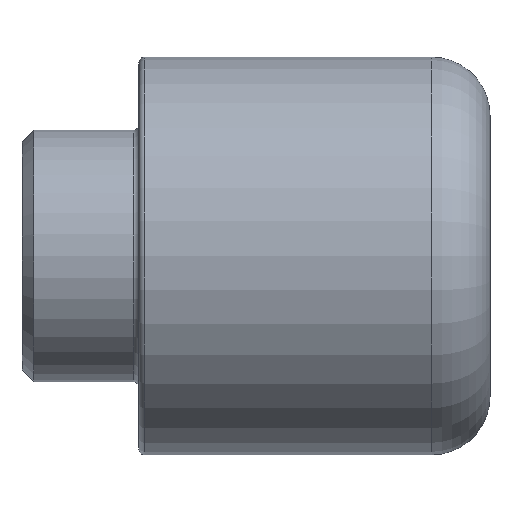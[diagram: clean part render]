
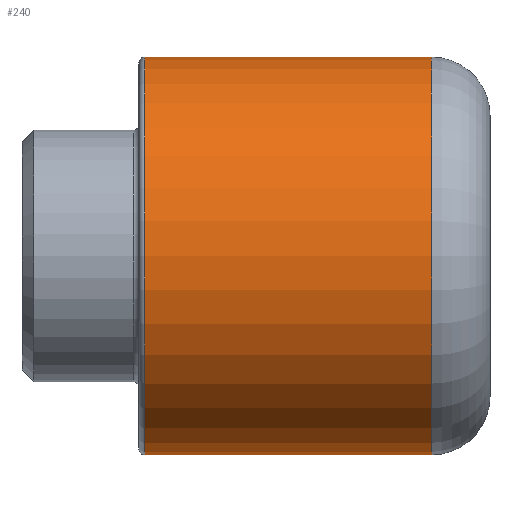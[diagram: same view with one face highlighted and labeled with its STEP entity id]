
A CAD part, top view. The second image highlights one B-rep face of the part: STEP entity #240.
In plain terms, the highlighted cylindrical face has radius 17 mm (diameter 34 mm), a full revolution.
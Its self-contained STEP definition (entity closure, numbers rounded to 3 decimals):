
#22=CYLINDRICAL_SURFACE('',#291,17.);
#44=FACE_OUTER_BOUND('',#64,.T.);
#64=EDGE_LOOP('',(#211,#212,#213,#214));
#74=LINE('',#450,#82);
#82=VECTOR('',#376,17.);
#103=CIRCLE('',#290,17.);
#104=CIRCLE('',#292,17.);
#125=VERTEX_POINT('',#445);
#126=VERTEX_POINT('',#449);
#154=EDGE_CURVE('',#125,#125,#103,.T.);
#155=EDGE_CURVE('',#125,#126,#74,.T.);
#156=EDGE_CURVE('',#126,#126,#104,.T.);
#211=ORIENTED_EDGE('',*,*,#154,.F.);
#212=ORIENTED_EDGE('',*,*,#155,.T.);
#213=ORIENTED_EDGE('',*,*,#156,.F.);
#214=ORIENTED_EDGE('',*,*,#155,.F.);
#240=ADVANCED_FACE('',(#44),#22,.T.);
#290=AXIS2_PLACEMENT_3D('',#447,#372,#373);
#291=AXIS2_PLACEMENT_3D('',#448,#374,#375);
#292=AXIS2_PLACEMENT_3D('',#451,#377,#378);
#372=DIRECTION('center_axis',(-1.,0.,0.));
#373=DIRECTION('ref_axis',(0.,0.,-1.));
#374=DIRECTION('center_axis',(-1.,0.,0.));
#375=DIRECTION('ref_axis',(0.,0.,1.));
#376=DIRECTION('',(1.,0.,0.));
#377=DIRECTION('center_axis',(1.,0.,0.));
#378=DIRECTION('ref_axis',(0.,0.,-1.));
#445=CARTESIAN_POINT('',(10.5,0.,-17.));
#447=CARTESIAN_POINT('Origin',(10.5,0.,0.));
#448=CARTESIAN_POINT('Origin',(25.,0.,0.));
#449=CARTESIAN_POINT('',(35.,0.,-17.));
#450=CARTESIAN_POINT('',(25.,0.,-17.));
#451=CARTESIAN_POINT('Origin',(35.,0.,0.));
